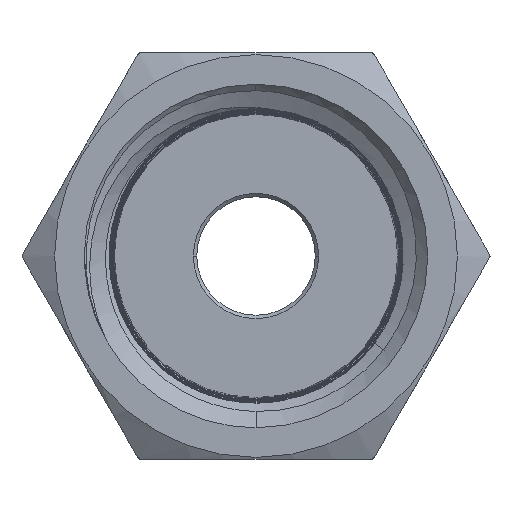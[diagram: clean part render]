
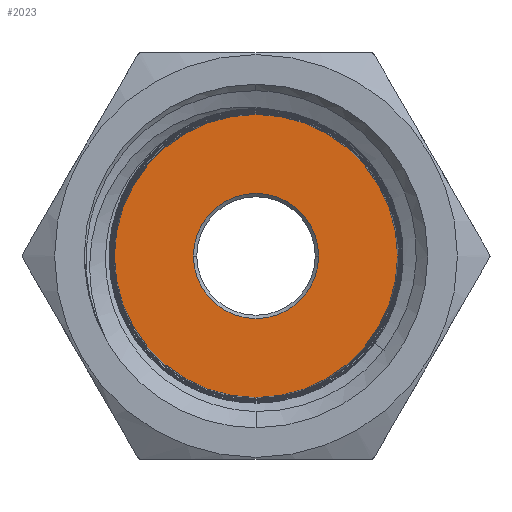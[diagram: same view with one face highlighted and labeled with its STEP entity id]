
A CAD part, front view. The second image highlights one B-rep face of the part: STEP entity #2023.
In plain terms, the highlighted planar face has unit normal (0, -1, 0).
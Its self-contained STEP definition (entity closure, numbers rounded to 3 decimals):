
#595 = CARTESIAN_POINT ( 'NONE',  ( 0., -6.5, 0. ) ) ;
#656 = DIRECTION ( 'NONE',  ( 0., 1., 0. ) ) ;
#724 = DIRECTION ( 'NONE',  ( 1., 0., 0. ) ) ;
#1945 = EDGE_CURVE ( 'NONE', #4454, #12213, #11647, .T. ) ;
#2023 = ADVANCED_FACE ( 'NONE', ( #15475, #3915 ), #7836, .T. ) ;
#2197 = ORIENTED_EDGE ( 'NONE', *, *, #10981, .T. ) ;
#3294 = VERTEX_POINT ( 'NONE', #5398 ) ;
#3395 = CARTESIAN_POINT ( 'NONE',  ( 0., -6.5, 0. ) ) ;
#3542 = ORIENTED_EDGE ( 'NONE', *, *, #17084, .T. ) ;
#3905 = CARTESIAN_POINT ( 'NONE',  ( 0., -6.5, 0. ) ) ;
#3915 = FACE_OUTER_BOUND ( 'NONE', #7291, .T. ) ;
#4454 = VERTEX_POINT ( 'NONE', #5567 ) ;
#5187 = AXIS2_PLACEMENT_3D ( 'NONE', #595, #656, #724 ) ;
#5361 = DIRECTION ( 'NONE',  ( 0., 0., -1. ) ) ;
#5398 = CARTESIAN_POINT ( 'NONE',  ( 0., -6.5, -8.365 ) ) ;
#5567 = CARTESIAN_POINT ( 'NONE',  ( 3.7, -6.5, 0. ) ) ;
#5790 = ORIENTED_EDGE ( 'NONE', *, *, #14120, .T. ) ;
#7291 = EDGE_LOOP ( 'NONE', ( #2197, #5790 ) ) ;
#7778 = DIRECTION ( 'NONE',  ( 0., 1., 0. ) ) ;
#7836 = PLANE ( 'NONE',  #8103 ) ;
#7924 = DIRECTION ( 'NONE',  ( 0., -1., 0. ) ) ;
#8103 = AXIS2_PLACEMENT_3D ( 'NONE', #3395, #9252, #9383 ) ;
#9252 = DIRECTION ( 'NONE',  ( 0., -1., 0. ) ) ;
#9371 = AXIS2_PLACEMENT_3D ( 'NONE', #3905, #14070, #5361 ) ;
#9383 = DIRECTION ( 'NONE',  ( 0., 0., -1. ) ) ;
#9407 = VERTEX_POINT ( 'NONE', #10383 ) ;
#9725 = AXIS2_PLACEMENT_3D ( 'NONE', #16601, #7924, #18076 ) ;
#9898 = CARTESIAN_POINT ( 'NONE',  ( -3.7, -6.5, 0. ) ) ;
#10225 = CIRCLE ( 'NONE', #9371, 8.365 ) ;
#10383 = CARTESIAN_POINT ( 'NONE',  ( 0., -6.5, 8.365 ) ) ;
#10681 = EDGE_LOOP ( 'NONE', ( #11987, #3542 ) ) ;
#10981 = EDGE_CURVE ( 'NONE', #3294, #9407, #17690, .T. ) ;
#11647 = CIRCLE ( 'NONE', #5187, 3.7 ) ;
#11987 = ORIENTED_EDGE ( 'NONE', *, *, #1945, .T. ) ;
#12213 = VERTEX_POINT ( 'NONE', #9898 ) ;
#14070 = DIRECTION ( 'NONE',  ( 0., -1., 0. ) ) ;
#14120 = EDGE_CURVE ( 'NONE', #9407, #3294, #10225, .T. ) ;
#14488 = CIRCLE ( 'NONE', #16534, 3.7 ) ;
#15475 = FACE_BOUND ( 'NONE', #10681, .T. ) ;
#16471 = CARTESIAN_POINT ( 'NONE',  ( 0., -6.5, 0. ) ) ;
#16534 = AXIS2_PLACEMENT_3D ( 'NONE', #16471, #7778, #17919 ) ;
#16601 = CARTESIAN_POINT ( 'NONE',  ( 0., -6.5, 0. ) ) ;
#17084 = EDGE_CURVE ( 'NONE', #12213, #4454, #14488, .T. ) ;
#17690 = CIRCLE ( 'NONE', #9725, 8.365 ) ;
#17919 = DIRECTION ( 'NONE',  ( 1., 0., 0. ) ) ;
#18076 = DIRECTION ( 'NONE',  ( 0., 0., -1. ) ) ;
